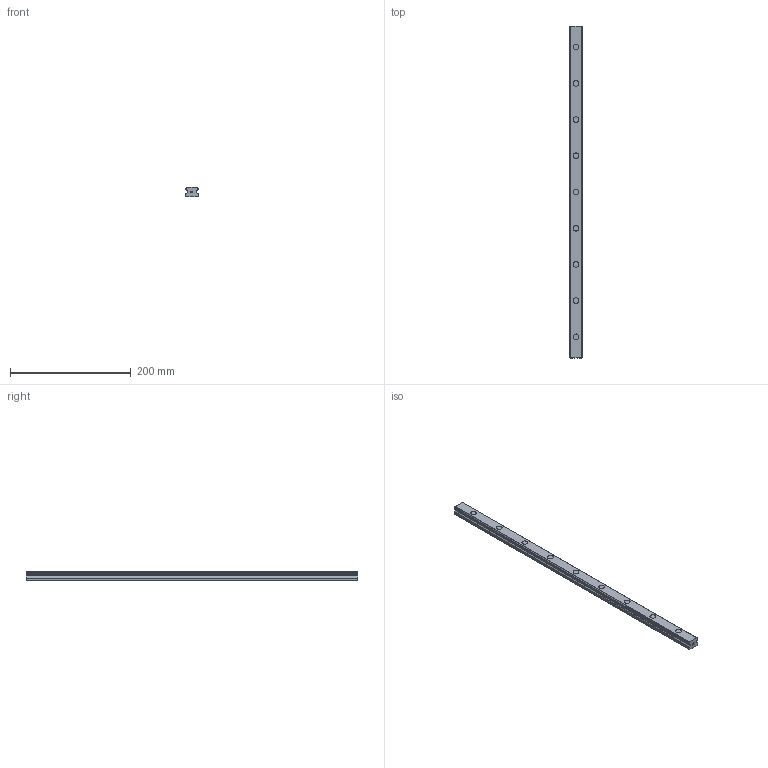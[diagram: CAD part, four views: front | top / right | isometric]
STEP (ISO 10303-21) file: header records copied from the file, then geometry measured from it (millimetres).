
FILE_DESCRIPTION(('STEP AP214'),'1');
FILE_NAME('cctmp_DD71361D-A9B1-4A12-805C-3C23DB11E626_2021_02_04_11_37_51_0505..stp','2021-02-04T10:37:51',('HIWIN GmbH'),('CADClick - www.CADClick.com'),'Spatial InterOp 3D',' ','unknown authorization');
FILE_SCHEMA(('AUTOMOTIVE_DESIGN'));
Length unit declared in the file: millimetre
Products named in the file (1): EGR20R550C_FILE
Bounding box: 20 x 550 x 15.5 mm (x, y, z)
Volume: 147714.4 mm3; surface area: 44362.6 mm2
Topology: 1 solids, 1 shells, 211 faces, 525 edges, 338 vertices
Faces by surface type: plane 139, cylinder 72
Entity records: 7983 total; most frequent: DIRECTION 1129, CARTESIAN_POINT 1075, ORIENTED_EDGE 1050, EDGE_CURVE 525, AXIS2_PLACEMENT_3D 392, LINE 345, VECTOR 345, VERTEX_POINT 338
